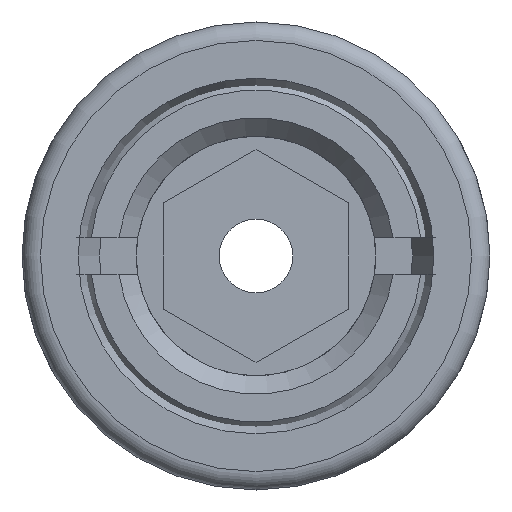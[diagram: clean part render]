
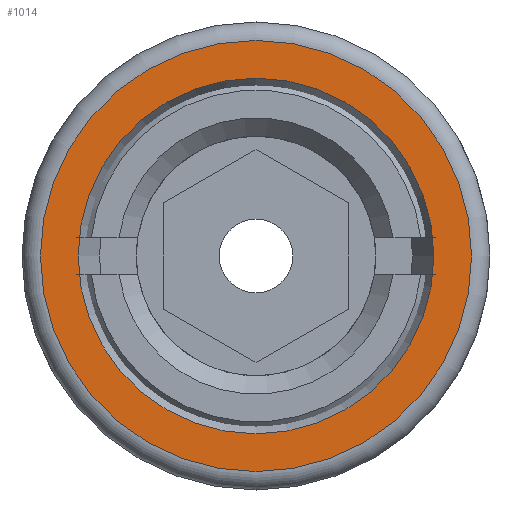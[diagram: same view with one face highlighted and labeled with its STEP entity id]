
A CAD part, left-side view. The second image highlights one B-rep face of the part: STEP entity #1014.
In plain terms, the highlighted planar face has unit normal (-1, 0, 0).
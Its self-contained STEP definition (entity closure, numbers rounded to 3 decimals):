
#55=FACE_BOUND('',#140,.T.);
#79=FACE_OUTER_BOUND('',#139,.T.);
#139=EDGE_LOOP('',(#723,#724));
#140=EDGE_LOOP('',(#725,#726));
#331=CIRCLE('',#1116,4.827);
#332=CIRCLE('',#1117,4.827);
#333=CIRCLE('',#1119,5.85);
#334=CIRCLE('',#1120,5.85);
#422=VERTEX_POINT('',#1647);
#423=VERTEX_POINT('',#1649);
#424=VERTEX_POINT('',#1653);
#425=VERTEX_POINT('',#1654);
#542=EDGE_CURVE('',#423,#422,#331,.T.);
#543=EDGE_CURVE('',#422,#423,#332,.T.);
#544=EDGE_CURVE('',#424,#425,#333,.T.);
#545=EDGE_CURVE('',#425,#424,#334,.T.);
#723=ORIENTED_EDGE('',*,*,#544,.F.);
#724=ORIENTED_EDGE('',*,*,#545,.F.);
#725=ORIENTED_EDGE('',*,*,#542,.T.);
#726=ORIENTED_EDGE('',*,*,#543,.T.);
#977=PLANE('',#1118);
#1014=ADVANCED_FACE('',(#79,#55),#977,.T.);
#1116=AXIS2_PLACEMENT_3D('',#1650,#1313,#1314);
#1117=AXIS2_PLACEMENT_3D('',#1651,#1315,#1316);
#1118=AXIS2_PLACEMENT_3D('',#1652,#1317,#1318);
#1119=AXIS2_PLACEMENT_3D('',#1655,#1319,#1320);
#1120=AXIS2_PLACEMENT_3D('',#1656,#1321,#1322);
#1313=DIRECTION('center_axis',(1.,0.,0.));
#1314=DIRECTION('ref_axis',(0.,0.,-1.));
#1315=DIRECTION('center_axis',(1.,0.,0.));
#1316=DIRECTION('ref_axis',(0.,0.,-1.));
#1317=DIRECTION('center_axis',(-1.,0.,0.));
#1318=DIRECTION('ref_axis',(0.,0.,1.));
#1319=DIRECTION('center_axis',(1.,0.,0.));
#1320=DIRECTION('ref_axis',(0.,0.,-1.));
#1321=DIRECTION('center_axis',(1.,0.,0.));
#1322=DIRECTION('ref_axis',(0.,0.,-1.));
#1647=CARTESIAN_POINT('',(-152.4,-4.827,0.));
#1649=CARTESIAN_POINT('',(-152.4,4.827,0.));
#1650=CARTESIAN_POINT('Origin',(-152.4,0.,0.));
#1651=CARTESIAN_POINT('Origin',(-152.4,0.,0.));
#1652=CARTESIAN_POINT('Origin',(-152.4,5.85,0.));
#1653=CARTESIAN_POINT('',(-152.4,5.85,0.));
#1654=CARTESIAN_POINT('',(-152.4,0.,5.85));
#1655=CARTESIAN_POINT('Origin',(-152.4,0.,0.));
#1656=CARTESIAN_POINT('Origin',(-152.4,0.,0.));
